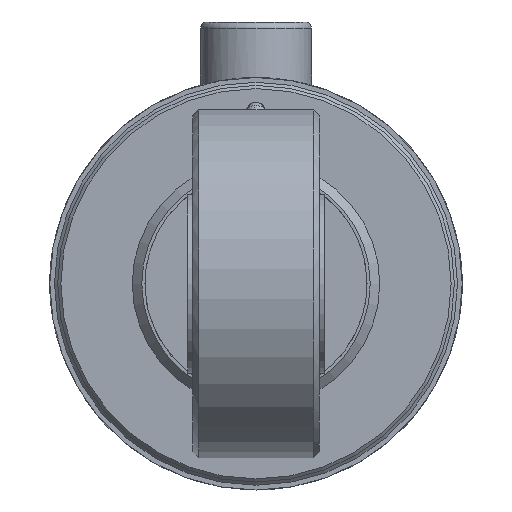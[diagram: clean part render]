
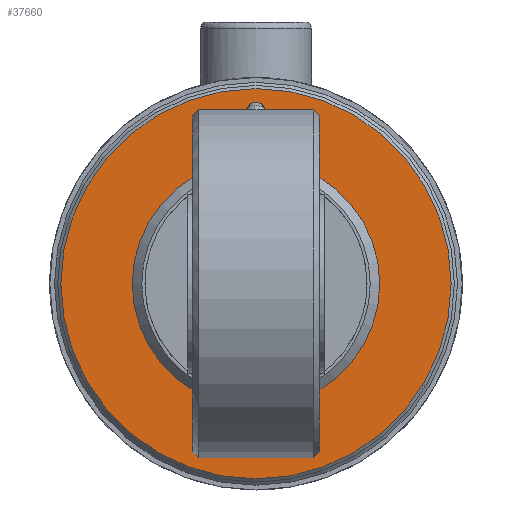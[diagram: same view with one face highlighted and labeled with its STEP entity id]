
A CAD part, front view. The second image highlights one B-rep face of the part: STEP entity #37660.
In plain terms, the highlighted planar face has unit normal (0, -1, 0).
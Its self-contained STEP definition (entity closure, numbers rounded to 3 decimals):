
#37626=CARTESIAN_POINT('',(0.,-278.,61.5));
#37627=VERTEX_POINT('',#37626);
#37628=CARTESIAN_POINT('',(0.0,-278.,0.));
#37629=DIRECTION('',(0.0,1.0,0.0));
#37630=DIRECTION('',(0.0,0.0,-1.0));
#37631=AXIS2_PLACEMENT_3D('',#37628,#37629,#37630);
#37632=CIRCLE('',#37631,61.5);
#37633=EDGE_CURVE('',#37627,#37627,#37632,.T.);
#37641=CARTESIAN_POINT('',(0.0,-278.,50.75));
#37642=DIRECTION('',(0.0,-1.0,0.0));
#37643=DIRECTION('',(0.0,0.0,-1.0));
#37644=AXIS2_PLACEMENT_3D('',#37641,#37642,#37643);
#37645=PLANE('',#37644);
#37646=ORIENTED_EDGE('',*,*,#37633,.F.);
#37647=EDGE_LOOP('',(#37646));
#37648=FACE_OUTER_BOUND('',#37647,.T.);
#37649=CARTESIAN_POINT('',(0.0,-278.0,39.));
#37650=VERTEX_POINT('',#37649);
#37651=CARTESIAN_POINT('',(0.0,-278.0,0.));
#37652=DIRECTION('',(0.0,1.0,0.0));
#37653=DIRECTION('',(0.0,0.0,1.0));
#37654=AXIS2_PLACEMENT_3D('',#37651,#37652,#37653);
#37655=CIRCLE('',#37654,39.);
#37656=EDGE_CURVE('',#37650,#37650,#37655,.T.);
#37657=ORIENTED_EDGE('',*,*,#37656,.T.);
#37658=EDGE_LOOP('',(#37657));
#37659=FACE_BOUND('',#37658,.T.);
#37660=ADVANCED_FACE('',(#37648,#37659),#37645,.T.);
